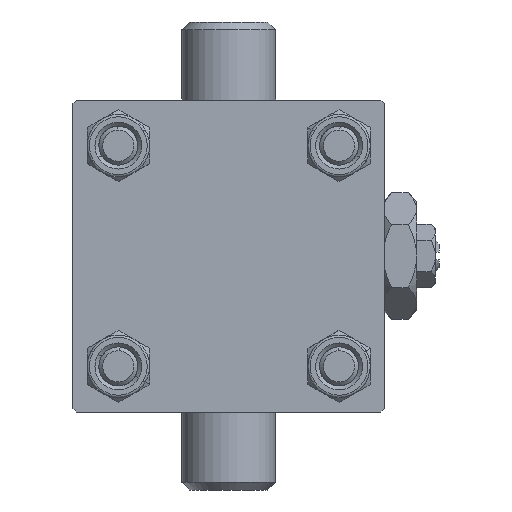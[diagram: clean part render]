
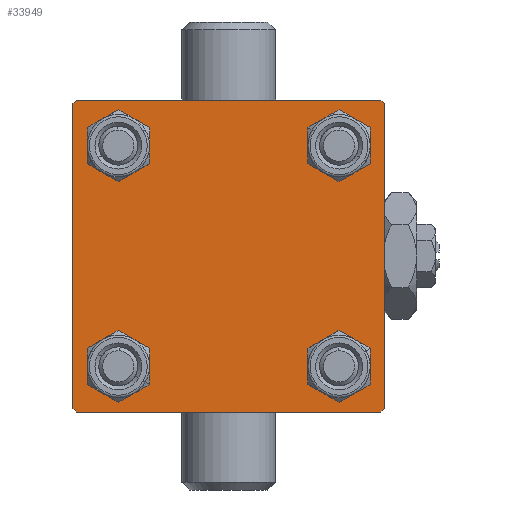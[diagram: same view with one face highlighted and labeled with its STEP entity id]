
A CAD part, left-side view. The second image highlights one B-rep face of the part: STEP entity #33949.
In plain terms, the highlighted planar face has unit normal (-1, 0, 0).
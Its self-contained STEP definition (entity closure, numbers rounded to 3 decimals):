
#210 = CIRCLE ( 'NONE', #20664, 3. ) ;
#998 = DIRECTION ( 'NONE',  ( 0., 0., 1. ) ) ;
#1800 = DIRECTION ( 'NONE',  ( 1., 0., 0. ) ) ;
#1990 = FACE_BOUND ( 'NONE', #43762, .T. ) ;
#2283 = DIRECTION ( 'NONE',  ( 0., 0.707, -0.707 ) ) ;
#2419 = AXIS2_PLACEMENT_3D ( 'NONE', #30401, #25484, #48100 ) ;
#2588 = CARTESIAN_POINT ( 'NONE',  ( 0., -20., 19.5 ) ) ;
#2598 = LINE ( 'NONE', #31649, #2810 ) ;
#2745 = AXIS2_PLACEMENT_3D ( 'NONE', #30000, #22626, #26553 ) ;
#2752 = EDGE_CURVE ( 'NONE', #43402, #5248, #11085, .T. ) ;
#2774 = ORIENTED_EDGE ( 'NONE', *, *, #17012, .T. ) ;
#2810 = VECTOR ( 'NONE', #28911, 1000. ) ;
#3275 = VERTEX_POINT ( 'NONE', #13630 ) ;
#4727 = VERTEX_POINT ( 'NONE', #11955 ) ;
#4933 = CARTESIAN_POINT ( 'NONE',  ( 0., -14.15, -14.15 ) ) ;
#5248 = VERTEX_POINT ( 'NONE', #31800 ) ;
#5310 = EDGE_CURVE ( 'NONE', #20072, #5248, #9422, .T. ) ;
#5314 = VECTOR ( 'NONE', #6840, 1000. ) ;
#5326 = EDGE_LOOP ( 'NONE', ( #36017, #31039 ) ) ;
#5690 = FACE_OUTER_BOUND ( 'NONE', #16478, .T. ) ;
#5877 = DIRECTION ( 'NONE',  ( 0., 0., 1. ) ) ;
#5937 = FACE_BOUND ( 'NONE', #5326, .T. ) ;
#6136 = EDGE_LOOP ( 'NONE', ( #38012, #29227 ) ) ;
#6178 = DIRECTION ( 'NONE',  ( -1., 0., 0. ) ) ;
#6226 = LINE ( 'NONE', #9197, #31198 ) ;
#6476 = VECTOR ( 'NONE', #11604, 1000. ) ;
#6623 = EDGE_CURVE ( 'NONE', #3275, #24441, #210, .T. ) ;
#6840 = DIRECTION ( 'NONE',  ( 0., -1., 0. ) ) ;
#7139 = EDGE_CURVE ( 'NONE', #24441, #3275, #39540, .T. ) ;
#7415 = EDGE_CURVE ( 'NONE', #20072, #29914, #24763, .T. ) ;
#8407 = ORIENTED_EDGE ( 'NONE', *, *, #45099, .T. ) ;
#8413 = CIRCLE ( 'NONE', #42940, 3. ) ;
#8724 = CIRCLE ( 'NONE', #2419, 3. ) ;
#9197 = CARTESIAN_POINT ( 'NONE',  ( 0., 19.75, 19.75 ) ) ;
#9422 = LINE ( 'NONE', #39413, #6476 ) ;
#10101 = CARTESIAN_POINT ( 'NONE',  ( 0., 0., 0. ) ) ;
#10383 = DIRECTION ( 'NONE',  ( 0., 0., 1. ) ) ;
#10487 = VERTEX_POINT ( 'NONE', #40088 ) ;
#10547 = VERTEX_POINT ( 'NONE', #22864 ) ;
#10708 = VERTEX_POINT ( 'NONE', #27778 ) ;
#11085 = LINE ( 'NONE', #17733, #33199 ) ;
#11098 = VECTOR ( 'NONE', #35132, 1000. ) ;
#11447 = CARTESIAN_POINT ( 'NONE',  ( 0., -19.5, -20. ) ) ;
#11604 = DIRECTION ( 'NONE',  ( 0., 0., -1. ) ) ;
#11696 = EDGE_CURVE ( 'NONE', #38310, #15161, #47492, .T. ) ;
#11955 = CARTESIAN_POINT ( 'NONE',  ( 0., 20., 19.5 ) ) ;
#13518 = AXIS2_PLACEMENT_3D ( 'NONE', #4933, #35178, #998 ) ;
#13630 = CARTESIAN_POINT ( 'NONE',  ( 0., -14.15, 17.15 ) ) ;
#13634 = VECTOR ( 'NONE', #47372, 1000. ) ;
#13732 = AXIS2_PLACEMENT_3D ( 'NONE', #46226, #27540, #16003 ) ;
#13776 = DIRECTION ( 'NONE',  ( 1., 0., 0. ) ) ;
#13855 = EDGE_CURVE ( 'NONE', #4727, #35820, #2598, .T. ) ;
#15161 = VERTEX_POINT ( 'NONE', #18522 ) ;
#15287 = CARTESIAN_POINT ( 'NONE',  ( 0., 14.15, -11.15 ) ) ;
#15414 = EDGE_CURVE ( 'NONE', #35820, #10547, #29532, .T. ) ;
#15424 = AXIS2_PLACEMENT_3D ( 'NONE', #28355, #1800, #10383 ) ;
#15452 = DIRECTION ( 'NONE',  ( 0., -0.707, -0.707 ) ) ;
#16003 = DIRECTION ( 'NONE',  ( 0., 0., 1. ) ) ;
#16478 = EDGE_LOOP ( 'NONE', ( #31986, #36462, #29898, #22109, #25250, #39098, #36893, #2774 ) ) ;
#16700 = DIRECTION ( 'NONE',  ( 0., 0., 1. ) ) ;
#17012 = EDGE_CURVE ( 'NONE', #10487, #4727, #6226, .T. ) ;
#17733 = CARTESIAN_POINT ( 'NONE',  ( 0., -19.75, -19.75 ) ) ;
#18522 = CARTESIAN_POINT ( 'NONE',  ( 0., 14.15, 11.15 ) ) ;
#18573 = VECTOR ( 'NONE', #15452, 1000. ) ;
#19126 = EDGE_CURVE ( 'NONE', #10708, #32983, #36606, .T. ) ;
#19159 = VERTEX_POINT ( 'NONE', #20739 ) ;
#19882 = LINE ( 'NONE', #39536, #11098 ) ;
#20072 = VERTEX_POINT ( 'NONE', #2588 ) ;
#20402 = EDGE_CURVE ( 'NONE', #31589, #19159, #8413, .T. ) ;
#20633 = DIRECTION ( 'NONE',  ( 1., 0., 0. ) ) ;
#20664 = AXIS2_PLACEMENT_3D ( 'NONE', #40016, #36334, #16700 ) ;
#20739 = CARTESIAN_POINT ( 'NONE',  ( 0., 14.15, -17.15 ) ) ;
#20741 = CARTESIAN_POINT ( 'NONE',  ( 0., -14.15, -11.15 ) ) ;
#22109 = ORIENTED_EDGE ( 'NONE', *, *, #2752, .T. ) ;
#22626 = DIRECTION ( 'NONE',  ( 1., 0., 0. ) ) ;
#22864 = CARTESIAN_POINT ( 'NONE',  ( 0., 19.5, -20. ) ) ;
#22943 = CARTESIAN_POINT ( 'NONE',  ( 0., -19.5, 20. ) ) ;
#23317 = EDGE_CURVE ( 'NONE', #15161, #38310, #42000, .T. ) ;
#24441 = VERTEX_POINT ( 'NONE', #30183 ) ;
#24763 = LINE ( 'NONE', #36790, #13634 ) ;
#25250 = ORIENTED_EDGE ( 'NONE', *, *, #5310, .F. ) ;
#25484 = DIRECTION ( 'NONE',  ( 1., 0., 0. ) ) ;
#25598 = DIRECTION ( 'NONE',  ( 0., -0.707, 0.707 ) ) ;
#25789 = ORIENTED_EDGE ( 'NONE', *, *, #20402, .T. ) ;
#26553 = DIRECTION ( 'NONE',  ( 0., 0., 1. ) ) ;
#27540 = DIRECTION ( 'NONE',  ( 1., 0., 0. ) ) ;
#27778 = CARTESIAN_POINT ( 'NONE',  ( 0., -14.15, -17.15 ) ) ;
#28355 = CARTESIAN_POINT ( 'NONE',  ( 0., -14.15, -14.15 ) ) ;
#28544 = FACE_BOUND ( 'NONE', #6136, .T. ) ;
#28860 = AXIS2_PLACEMENT_3D ( 'NONE', #10101, #6178, #39144 ) ;
#28911 = DIRECTION ( 'NONE',  ( 0., 0., -1. ) ) ;
#29211 = LINE ( 'NONE', #29451, #5314 ) ;
#29227 = ORIENTED_EDGE ( 'NONE', *, *, #7139, .T. ) ;
#29451 = CARTESIAN_POINT ( 'NONE',  ( 0., 20., 20. ) ) ;
#29532 = LINE ( 'NONE', #36903, #18573 ) ;
#29898 = ORIENTED_EDGE ( 'NONE', *, *, #42855, .T. ) ;
#29914 = VERTEX_POINT ( 'NONE', #22943 ) ;
#30000 = CARTESIAN_POINT ( 'NONE',  ( 0., 14.15, 14.15 ) ) ;
#30183 = CARTESIAN_POINT ( 'NONE',  ( 0., -14.15, 11.15 ) ) ;
#30401 = CARTESIAN_POINT ( 'NONE',  ( 0., 14.15, -14.15 ) ) ;
#31039 = ORIENTED_EDGE ( 'NONE', *, *, #23317, .T. ) ;
#31198 = VECTOR ( 'NONE', #2283, 1000. ) ;
#31589 = VERTEX_POINT ( 'NONE', #15287 ) ;
#31649 = CARTESIAN_POINT ( 'NONE',  ( 0., 20., 20. ) ) ;
#31800 = CARTESIAN_POINT ( 'NONE',  ( 0., -20., -19.5 ) ) ;
#31986 = ORIENTED_EDGE ( 'NONE', *, *, #13855, .T. ) ;
#32983 = VERTEX_POINT ( 'NONE', #20741 ) ;
#33199 = VECTOR ( 'NONE', #25598, 1000. ) ;
#33949 = ADVANCED_FACE ( 'NONE', ( #28544, #42832, #1990, #5937, #5690 ), #35209, .T. ) ;
#34300 = EDGE_CURVE ( 'NONE', #10487, #29914, #29211, .T. ) ;
#35132 = DIRECTION ( 'NONE',  ( 0., -1., 0. ) ) ;
#35178 = DIRECTION ( 'NONE',  ( 1., 0., 0. ) ) ;
#35209 = PLANE ( 'NONE',  #28860 ) ;
#35430 = ORIENTED_EDGE ( 'NONE', *, *, #41558, .T. ) ;
#35820 = VERTEX_POINT ( 'NONE', #41764 ) ;
#36017 = ORIENTED_EDGE ( 'NONE', *, *, #11696, .T. ) ;
#36334 = DIRECTION ( 'NONE',  ( 1., 0., 0. ) ) ;
#36462 = ORIENTED_EDGE ( 'NONE', *, *, #15414, .T. ) ;
#36606 = CIRCLE ( 'NONE', #15424, 3. ) ;
#36790 = CARTESIAN_POINT ( 'NONE',  ( 0., -19.75, 19.75 ) ) ;
#36893 = ORIENTED_EDGE ( 'NONE', *, *, #34300, .F. ) ;
#36903 = CARTESIAN_POINT ( 'NONE',  ( 0., 19.75, -19.75 ) ) ;
#37186 = AXIS2_PLACEMENT_3D ( 'NONE', #40079, #13776, #40326 ) ;
#38012 = ORIENTED_EDGE ( 'NONE', *, *, #6623, .T. ) ;
#38310 = VERTEX_POINT ( 'NONE', #38501 ) ;
#38501 = CARTESIAN_POINT ( 'NONE',  ( 0., 14.15, 17.15 ) ) ;
#39098 = ORIENTED_EDGE ( 'NONE', *, *, #7415, .T. ) ;
#39144 = DIRECTION ( 'NONE',  ( 0., 0., 1. ) ) ;
#39413 = CARTESIAN_POINT ( 'NONE',  ( 0., -20., 20. ) ) ;
#39536 = CARTESIAN_POINT ( 'NONE',  ( 0., 20., -20. ) ) ;
#39540 = CIRCLE ( 'NONE', #37186, 3. ) ;
#40016 = CARTESIAN_POINT ( 'NONE',  ( 0., -14.15, 14.15 ) ) ;
#40079 = CARTESIAN_POINT ( 'NONE',  ( 0., -14.15, 14.15 ) ) ;
#40088 = CARTESIAN_POINT ( 'NONE',  ( 0., 19.5, 20. ) ) ;
#40326 = DIRECTION ( 'NONE',  ( 0., 0., 1. ) ) ;
#40988 = EDGE_LOOP ( 'NONE', ( #8407, #45450 ) ) ;
#41558 = EDGE_CURVE ( 'NONE', #19159, #31589, #8724, .T. ) ;
#41764 = CARTESIAN_POINT ( 'NONE',  ( 0., 20., -19.5 ) ) ;
#42000 = CIRCLE ( 'NONE', #2745, 3. ) ;
#42832 = FACE_BOUND ( 'NONE', #40988, .T. ) ;
#42855 = EDGE_CURVE ( 'NONE', #10547, #43402, #19882, .T. ) ;
#42940 = AXIS2_PLACEMENT_3D ( 'NONE', #47163, #20633, #5877 ) ;
#43402 = VERTEX_POINT ( 'NONE', #11447 ) ;
#43762 = EDGE_LOOP ( 'NONE', ( #25789, #35430 ) ) ;
#45099 = EDGE_CURVE ( 'NONE', #32983, #10708, #46479, .T. ) ;
#45450 = ORIENTED_EDGE ( 'NONE', *, *, #19126, .T. ) ;
#46226 = CARTESIAN_POINT ( 'NONE',  ( 0., 14.15, 14.15 ) ) ;
#46479 = CIRCLE ( 'NONE', #13518, 3. ) ;
#47163 = CARTESIAN_POINT ( 'NONE',  ( 0., 14.15, -14.15 ) ) ;
#47372 = DIRECTION ( 'NONE',  ( 0., 0.707, 0.707 ) ) ;
#47492 = CIRCLE ( 'NONE', #13732, 3. ) ;
#48100 = DIRECTION ( 'NONE',  ( 0., 0., 1. ) ) ;
